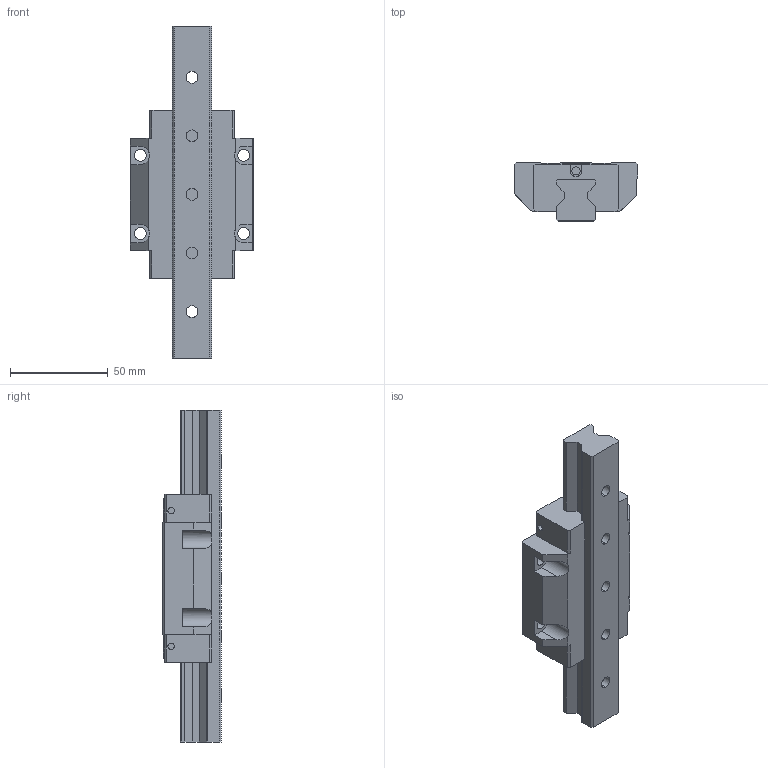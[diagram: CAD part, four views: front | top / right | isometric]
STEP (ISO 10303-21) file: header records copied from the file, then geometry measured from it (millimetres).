
FILE_DESCRIPTION((''),'2;1');
FILE_NAME('RGW20C','2009-12-17T',('minyao'),(''),'PRO/ENGINEER BY PARAMETRIC TECHNOLOGY CORPORATION, 2004360','PRO/ENGINEER BY PARAMETRIC TECHNOLOGY CORPORATION, 2004360','');
FILE_SCHEMA(('CONFIG_CONTROL_DESIGN'));
Length unit declared in the file: millimetre
Products named in the file (1): RGW20C
Bounding box: 63 x 30 x 170 mm (x, y, z)
Volume: 143521.1 mm3; surface area: 29210.6 mm2
Topology: 1 solids, 1 shells, 172 faces, 470 edges, 318 vertices
Faces by surface type: plane 114, cylinder 58
Entity records: 5545 total; most frequent: CARTESIAN_POINT 985, ORIENTED_EDGE 940, DIRECTION 934, EDGE_CURVE 470, VECTOR 334, LINE 334, VERTEX_POINT 318, AXIS2_PLACEMENT_3D 300
